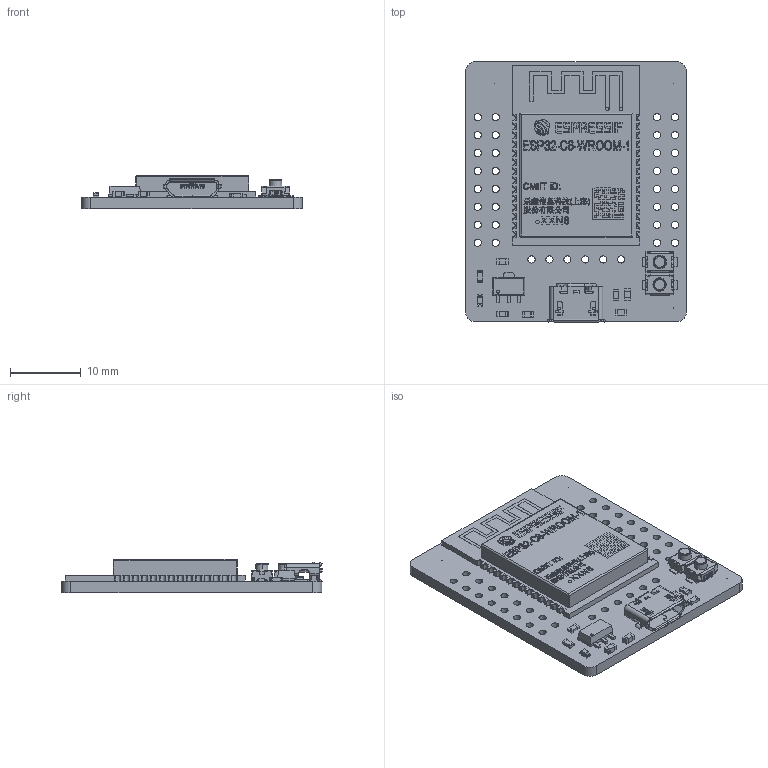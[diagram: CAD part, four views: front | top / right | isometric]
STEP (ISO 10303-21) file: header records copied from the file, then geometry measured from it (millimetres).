
FILE_DESCRIPTION(('KiCad electronic assembly'),'2;1');
FILE_NAME('maple_esp32c6_alef_mini_breakout.step','2024-08-16T13:42:31', ('Pcbnew'),('Kicad'),'Open CASCADE STEP processor 7.6', 'KiCad to STEP converter','Unknown');
FILE_SCHEMA(('AUTOMOTIVE_DESIGN { 1 0 10303 214 1 1 1 1 }'));
Length unit declared in the file: millimetre
Products named in the file (16): maple_esp32c6_alef_mini_breakout 1; C0603; E0248F6B-54B3-46BB-824E-A224AE99431A; R0603; 1; tact_switch_4x3mm_2p; xb-2_5h-b; SOT89-3; User Library-SOT89-3; ESP32-C6-WROOM; ESP32-C6-WROOM v3; Conn_MicroUSB_Molex_1050170001; 1050170001; LED0603; User Library-LED_0603_R; maple_esp32c6_alef_mini_breakout_PCB
Assembly tree (21 placements, depth 3):
  maple_esp32c6_alef_mini_breakout 1
    C0603  x4
      E0248F6B-54B3-46BB-824E-A224AE99431A
    R0603  x3
      1
    tact_switch_4x3mm_2p  x2
      xb-2_5h-b
    SOT89-3
      User Library-SOT89-3
    ESP32-C6-WROOM
      ESP32-C6-WROOM v3
    Conn_MicroUSB_Molex_1050170001
      1050170001
    LED0603
      User Library-LED_0603_R
    maple_esp32c6_alef_mini_breakout_PCB
Bounding box: 31.2 x 36.86 x 4.75 mm (x, y, z)
Volume: 2893.6 mm3; surface area: 4884.3 mm2
Topology: 21 solids, 22 shells, 4749 faces, 13454 edges, 8874 vertices
Faces by surface type: plane 3362, bspline 719, cylinder 574, sphere 68, torus 18, cone 8
Full cylindrical faces by diameter (mm): 0.5 x3, 0.6 x2, 1.016 x38
Entity records: 127168 total; most frequent: CARTESIAN_POINT 33613, ORIENTED_EDGE 20938, DIRECTION 15838, EDGE_CURVE 10470, LINE 8254, VECTOR 8254, VERTEX_POINT 6878, FACE_BOUND 3998
